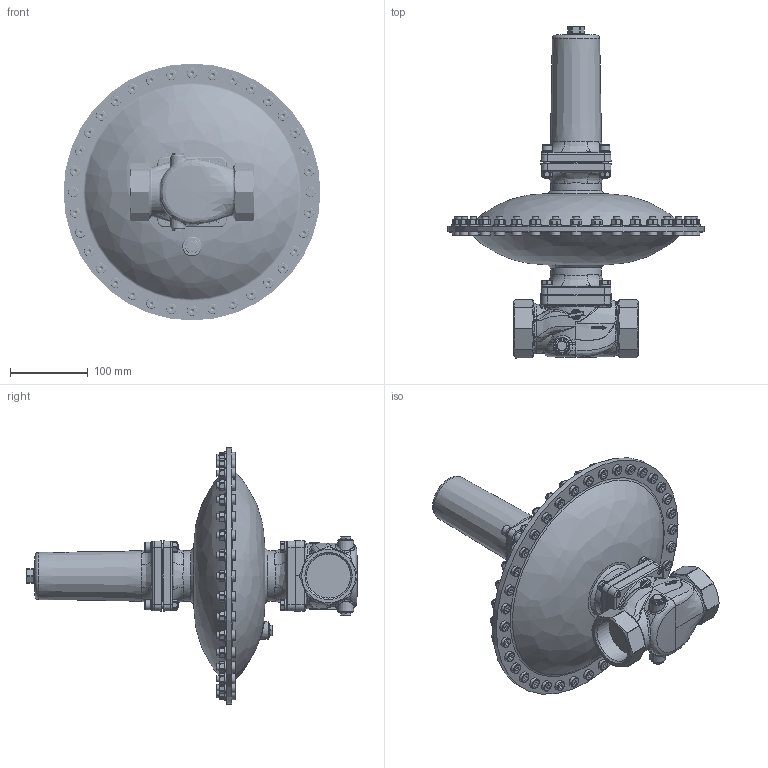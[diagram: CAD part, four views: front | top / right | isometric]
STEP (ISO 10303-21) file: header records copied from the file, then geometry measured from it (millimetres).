
FILE_DESCRIPTION(/* description */ (''),/* implementation_level */ '2;1');
FILE_NAME(/* name */ '074307-10380.stp',/* time_stamp */ '2023-12-11T15:39:51+01:00',/* author */ ('junkers'),/* organization */ (''),/* preprocessor_version */ 'ST-DEVELOPER v19.2',/* originating_system */ 'Autodesk Inventor 2023',/* authorisation */ '');
FILE_SCHEMA (('AUTOMOTIVE_DESIGN { 1 0 10303 214 3 1 1 }'));
Length unit declared in the file: millimetre
Products named in the file (1): 074307-10380-step
Bounding box: 330 x 426.37 x 330 mm (x, y, z)
Volume: 5568142.5 mm3; surface area: 393053.9 mm2
Topology: 1 solids, 2 shells, 3406 faces, 8968 edges, 5668 vertices
Faces by surface type: plane 1156, cylinder 876, cone 770, bspline 414, torus 146, sphere 44
Full cylindrical faces by diameter (mm): 3 x1, 6.647 x4, 8 x82, 8.5 x12, 9 x72, 10 x4, 10.106 x1, 13 x40, 18 x3, 20 x1, 23 x1, 56.66 x2, 83.4 x3, 330 x1
Entity records: 138613 total; most frequent: CARTESIAN_POINT 60409, ORIENTED_EDGE 17904, DIRECTION 15178, EDGE_CURVE 8952, AXIS2_PLACEMENT_3D 6449, VERTEX_POINT 5668, EDGE_LOOP 3702, FACE_OUTER_BOUND 3406
